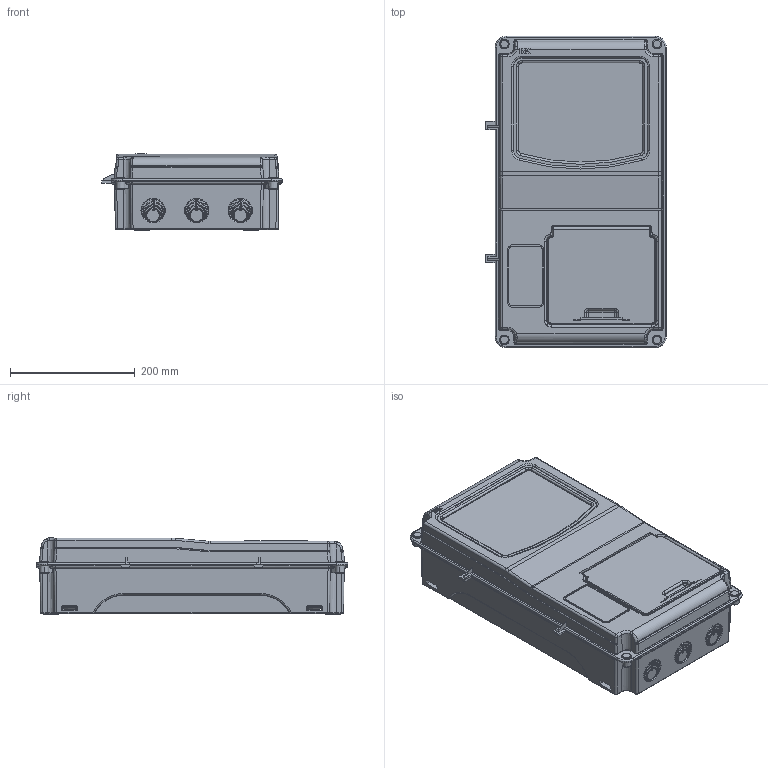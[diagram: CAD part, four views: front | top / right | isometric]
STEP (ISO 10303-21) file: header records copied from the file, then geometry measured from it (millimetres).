
FILE_DESCRIPTION (( 'STEP AP203' ), '1' );
FILE_NAME ('MSP3-N-12-55 Êîðïóñ äëÿ óñòàíîâêè ñ÷åò÷èêà ÙÓÐí-Ï 3_12.STEP', '2018-07-10T12:21:30', ( '' ), ( '' ), 'SwSTEP 2.0', 'SolidWorks 2014', '' );
FILE_SCHEMA (( 'CONFIG_CONTROL_DESIGN' ));
Products named in the file (2): MSP3-N-12-55 Êîðïóñ äëÿ óñòàíîâêè ñ÷åò÷èêà ÙÓÐí-Ï 3_12
Bounding box: 290.07 x 500 x 122.5 mm (x, y, z)
Volume: 1360239.6 mm3; surface area: 1137891.1 mm2
Topology: 5 solids, 5 shells, 4669 faces, 11879 edges, 7372 vertices
Faces by surface type: plane 1471, bspline 1406, cylinder 990, cone 552, torus 218, sphere 32
Entity records: 175210 total; most frequent: CARTESIAN_POINT 73658, ORIENTED_EDGE 23726, DIRECTION 17731, EDGE_CURVE 11863, VERTEX_POINT 7372, AXIS2_PLACEMENT_3D 6025, VECTOR 5681, LINE 5681
